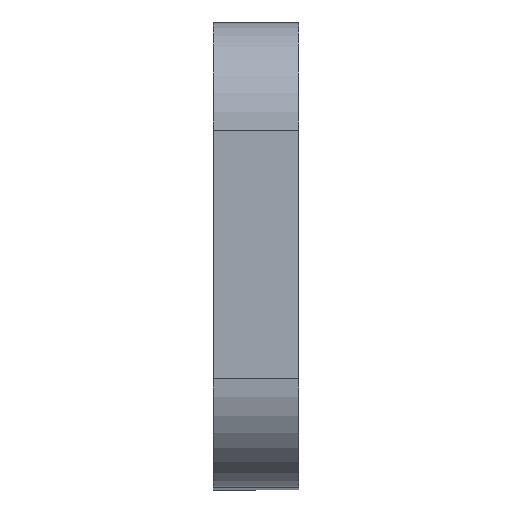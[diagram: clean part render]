
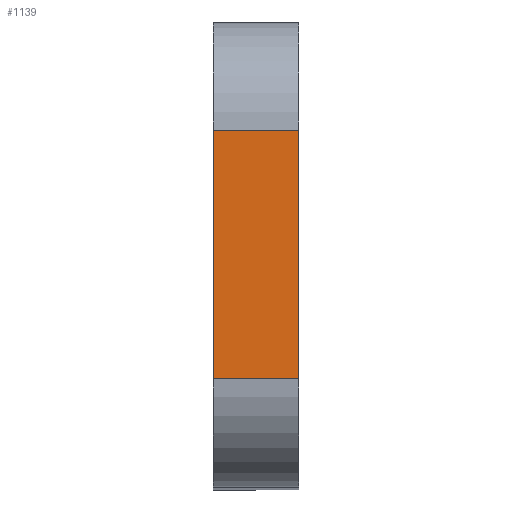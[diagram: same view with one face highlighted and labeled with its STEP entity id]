
A CAD part, top view. The second image highlights one B-rep face of the part: STEP entity #1139.
In plain terms, the highlighted planar face has unit normal (0, 0, 1).
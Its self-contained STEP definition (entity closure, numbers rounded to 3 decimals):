
#48 = DIRECTION ( 'NONE',  ( -1., 0., 0. ) ) ;
#53 = VERTEX_POINT ( 'NONE', #731 ) ;
#108 = CARTESIAN_POINT ( 'NONE',  ( 5.5, 15., 17.5 ) ) ;
#145 = EDGE_CURVE ( 'NONE', #53, #358, #1503, .T. ) ;
#198 = LINE ( 'NONE', #1475, #810 ) ;
#220 = VECTOR ( 'NONE', #265, 1000. ) ;
#265 = DIRECTION ( 'NONE',  ( 0., 1., 0. ) ) ;
#292 = LINE ( 'NONE', #996, #1803 ) ;
#294 = CARTESIAN_POINT ( 'NONE',  ( 0., -8., 17.5 ) ) ;
#358 = VERTEX_POINT ( 'NONE', #1560 ) ;
#427 = DIRECTION ( 'NONE',  ( 0., 0., -1. ) ) ;
#589 = ORIENTED_EDGE ( 'NONE', *, *, #1329, .T. ) ;
#687 = ORIENTED_EDGE ( 'NONE', *, *, #726, .T. ) ;
#726 = EDGE_CURVE ( 'NONE', #1689, #358, #292, .T. ) ;
#731 = CARTESIAN_POINT ( 'NONE',  ( 5.5, 8., 17.5 ) ) ;
#789 = CARTESIAN_POINT ( 'NONE',  ( 5.5, 15., 17.5 ) ) ;
#804 = LINE ( 'NONE', #1824, #220 ) ;
#810 = VECTOR ( 'NONE', #48, 1000. ) ;
#821 = DIRECTION ( 'NONE',  ( 1., 0., 0. ) ) ;
#835 = CARTESIAN_POINT ( 'NONE',  ( 0., 8., 17.5 ) ) ;
#838 = VECTOR ( 'NONE', #1062, 1000. ) ;
#909 = ORIENTED_EDGE ( 'NONE', *, *, #1529, .F. ) ;
#996 = CARTESIAN_POINT ( 'NONE',  ( 5.5, -8., 17.5 ) ) ;
#1047 = AXIS2_PLACEMENT_3D ( 'NONE', #108, #427, #1099 ) ;
#1061 = EDGE_LOOP ( 'NONE', ( #909, #687, #1732, #589 ) ) ;
#1062 = DIRECTION ( 'NONE',  ( 0., -1., 0. ) ) ;
#1099 = DIRECTION ( 'NONE',  ( -1., 0., 0. ) ) ;
#1139 = ADVANCED_FACE ( 'NONE', ( #1250 ), #1554, .F. ) ;
#1183 = VERTEX_POINT ( 'NONE', #835 ) ;
#1250 = FACE_OUTER_BOUND ( 'NONE', #1061, .T. ) ;
#1329 = EDGE_CURVE ( 'NONE', #53, #1183, #198, .T. ) ;
#1475 = CARTESIAN_POINT ( 'NONE',  ( 5.5, 8., 17.5 ) ) ;
#1503 = LINE ( 'NONE', #789, #838 ) ;
#1529 = EDGE_CURVE ( 'NONE', #1689, #1183, #804, .T. ) ;
#1554 = PLANE ( 'NONE',  #1047 ) ;
#1560 = CARTESIAN_POINT ( 'NONE',  ( 5.5, -8., 17.5 ) ) ;
#1689 = VERTEX_POINT ( 'NONE', #294 ) ;
#1732 = ORIENTED_EDGE ( 'NONE', *, *, #145, .F. ) ;
#1803 = VECTOR ( 'NONE', #821, 1000. ) ;
#1824 = CARTESIAN_POINT ( 'NONE',  ( 0., 12., 17.5 ) ) ;
